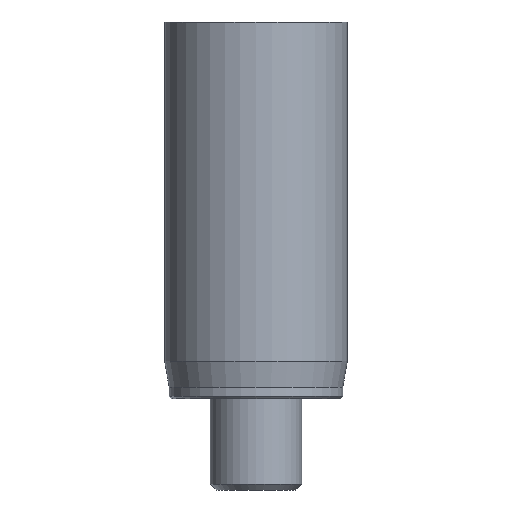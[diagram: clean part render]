
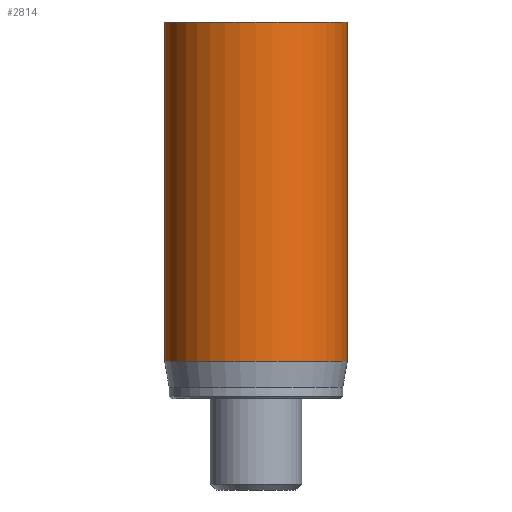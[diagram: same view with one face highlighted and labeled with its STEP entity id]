
A CAD part, front view. The second image highlights one B-rep face of the part: STEP entity #2814.
In plain terms, the highlighted cylindrical face has radius 8 mm (diameter 16 mm), a full revolution.
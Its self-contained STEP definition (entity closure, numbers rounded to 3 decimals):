
#52=CYLINDRICAL_SURFACE('',#3009,8.);
#71=CIRCLE('',#3007,8.);
#72=CIRCLE('',#3008,8.);
#73=CIRCLE('',#3010,8.);
#447=FACE_OUTER_BOUND('',#607,.T.);
#607=EDGE_LOOP('',(#2265,#2266,#2267,#2268,#2269));
#817=LINE('',#4798,#1036);
#1036=VECTOR('',#3335,8.);
#1292=VERTEX_POINT('',#4790);
#1293=VERTEX_POINT('',#4791);
#1294=VERTEX_POINT('',#4796);
#1659=EDGE_CURVE('',#1292,#1293,#71,.T.);
#1660=EDGE_CURVE('',#1293,#1292,#72,.T.);
#1662=EDGE_CURVE('',#1294,#1294,#73,.T.);
#1663=EDGE_CURVE('',#1294,#1292,#817,.T.);
#2265=ORIENTED_EDGE('',*,*,#1662,.T.);
#2266=ORIENTED_EDGE('',*,*,#1663,.T.);
#2267=ORIENTED_EDGE('',*,*,#1659,.T.);
#2268=ORIENTED_EDGE('',*,*,#1660,.T.);
#2269=ORIENTED_EDGE('',*,*,#1663,.F.);
#2814=ADVANCED_FACE('',(#447),#52,.T.);
#3007=AXIS2_PLACEMENT_3D('',#4792,#3326,#3327);
#3008=AXIS2_PLACEMENT_3D('',#4793,#3328,#3329);
#3009=AXIS2_PLACEMENT_3D('',#4795,#3331,#3332);
#3010=AXIS2_PLACEMENT_3D('',#4797,#3333,#3334);
#3326=DIRECTION('center_axis',(0.,0.,1.));
#3327=DIRECTION('ref_axis',(-1.,0.,0.));
#3328=DIRECTION('center_axis',(0.,0.,1.));
#3329=DIRECTION('ref_axis',(-1.,0.,0.));
#3331=DIRECTION('center_axis',(0.,0.,1.));
#3332=DIRECTION('ref_axis',(-1.,0.,0.));
#3333=DIRECTION('center_axis',(0.,0.,-1.));
#3334=DIRECTION('ref_axis',(-1.,0.,0.));
#3335=DIRECTION('',(0.,0.,-1.));
#4790=CARTESIAN_POINT('',(8.,0.,3.269));
#4791=CARTESIAN_POINT('',(-8.,0.,3.269));
#4792=CARTESIAN_POINT('Origin',(0.,0.,3.269));
#4793=CARTESIAN_POINT('Origin',(0.,0.,3.269));
#4795=CARTESIAN_POINT('Origin',(0.,0.,0.));
#4796=CARTESIAN_POINT('',(8.,0.,33.));
#4797=CARTESIAN_POINT('Origin',(0.,0.,33.));
#4798=CARTESIAN_POINT('',(8.,0.,0.));
